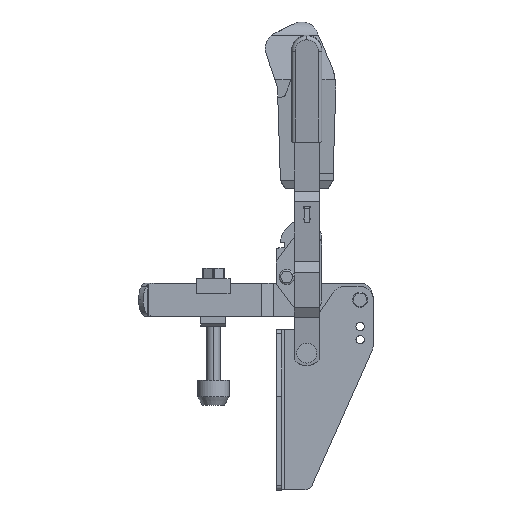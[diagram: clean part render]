
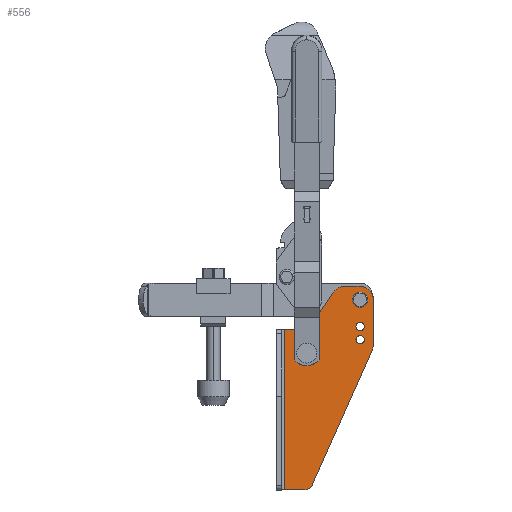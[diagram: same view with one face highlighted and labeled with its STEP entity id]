
A CAD part, top view. The second image highlights one B-rep face of the part: STEP entity #556.
In plain terms, the highlighted planar face has unit normal (0, 0, 1).
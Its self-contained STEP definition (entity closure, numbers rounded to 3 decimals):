
#556=ADVANCED_FACE('NONE',(#1562,#1563,#1564,#1565,#1566),#1567,.F.);
#1562=FACE_OUTER_BOUND('',#3097,.T.);
#1563=FACE_BOUND('',#3098,.T.);
#1564=FACE_BOUND('',#3099,.T.);
#1565=FACE_BOUND('',#3100,.T.);
#1566=FACE_BOUND('',#3101,.T.);
#1567=PLANE('',#3102);
#3097=EDGE_LOOP('',(#4696,#4697,#4698,#4699,#4700,#4701,#4702,#4703,#4704,#4705,#4706,#4707));
#3098=EDGE_LOOP('',(#4708,#4709));
#3099=EDGE_LOOP('',(#4710,#4711));
#3100=EDGE_LOOP('',(#4712,#4713));
#3101=EDGE_LOOP('',(#4714,#4715));
#3102=AXIS2_PLACEMENT_3D('',#4716,#4717,#4718);
#4696=ORIENTED_EDGE('',*,*,#9031,.F.);
#4697=ORIENTED_EDGE('',*,*,#9032,.T.);
#4698=ORIENTED_EDGE('',*,*,#9033,.T.);
#4699=ORIENTED_EDGE('',*,*,#9034,.T.);
#4700=ORIENTED_EDGE('',*,*,#9035,.T.);
#4701=ORIENTED_EDGE('',*,*,#9036,.T.);
#4702=ORIENTED_EDGE('',*,*,#9037,.T.);
#4703=ORIENTED_EDGE('',*,*,#9038,.F.);
#4704=ORIENTED_EDGE('',*,*,#9039,.T.);
#4705=ORIENTED_EDGE('',*,*,#9040,.F.);
#4706=ORIENTED_EDGE('',*,*,#9041,.T.);
#4707=ORIENTED_EDGE('',*,*,#9042,.T.);
#4708=ORIENTED_EDGE('',*,*,#9043,.F.);
#4709=ORIENTED_EDGE('',*,*,#8936,.F.);
#4710=ORIENTED_EDGE('',*,*,#9044,.F.);
#4711=ORIENTED_EDGE('',*,*,#8931,.F.);
#4712=ORIENTED_EDGE('',*,*,#9045,.F.);
#4713=ORIENTED_EDGE('',*,*,#8981,.F.);
#4714=ORIENTED_EDGE('',*,*,#9046,.T.);
#4715=ORIENTED_EDGE('',*,*,#9009,.T.);
#4716=CARTESIAN_POINT('',(-13.5,40.0,7.0));
#4717=DIRECTION('',(0.0,0.0,-1.0));
#4718=DIRECTION('',(0.0,-1.0,0.0));
#8931=EDGE_CURVE('NONE',#10662,#10664,#10665,.T.);
#8936=EDGE_CURVE('NONE',#10671,#10673,#10674,.T.);
#8981=EDGE_CURVE('NONE',#10750,#10752,#10753,.T.);
#9009=EDGE_CURVE('NONE',#10797,#10798,#10799,.T.);
#9031=EDGE_CURVE('NONE',#10833,#10834,#10835,.T.);
#9032=EDGE_CURVE('NONE',#10833,#10836,#10837,.T.);
#9033=EDGE_CURVE('NONE',#10836,#10838,#10839,.T.);
#9034=EDGE_CURVE('NONE',#10838,#10840,#10841,.T.);
#9035=EDGE_CURVE('NONE',#10840,#10842,#10843,.T.);
#9036=EDGE_CURVE('NONE',#10842,#10844,#10845,.T.);
#9037=EDGE_CURVE('NONE',#10844,#10846,#10847,.T.);
#9038=EDGE_CURVE('NONE',#10848,#10846,#10849,.T.);
#9039=EDGE_CURVE('NONE',#10848,#10850,#10851,.T.);
#9040=EDGE_CURVE('NONE',#10852,#10850,#10853,.T.);
#9041=EDGE_CURVE('NONE',#10852,#10854,#10855,.T.);
#9042=EDGE_CURVE('NONE',#10854,#10834,#10856,.T.);
#9043=EDGE_CURVE('NONE',#10673,#10671,#10857,.T.);
#9044=EDGE_CURVE('NONE',#10664,#10662,#10858,.T.);
#9045=EDGE_CURVE('NONE',#10752,#10750,#10859,.T.);
#9046=EDGE_CURVE('NONE',#10798,#10797,#10860,.T.);
#10662=VERTEX_POINT('NONE',#13206);
#10664=VERTEX_POINT('NONE',#13209);
#10665=CIRCLE('',#13210,2.5);
#10671=VERTEX_POINT('NONE',#13217);
#10673=VERTEX_POINT('NONE',#13220);
#10674=CIRCLE('',#13221,2.5);
#10750=VERTEX_POINT('NONE',#13314);
#10752=VERTEX_POINT('NONE',#13317);
#10753=CIRCLE('',#13318,3.0);
#10797=VERTEX_POINT('NONE',#13369);
#10798=VERTEX_POINT('NONE',#13370);
#10799=CIRCLE('',#13371,4.5);
#10833=VERTEX_POINT('NONE',#13414);
#10834=VERTEX_POINT('NONE',#13415);
#10835=CIRCLE('',#13416,12.0);
#10836=VERTEX_POINT('NONE',#13417);
#10837=LINE('',#13418,#13419);
#10838=VERTEX_POINT('NONE',#13420);
#10839=LINE('',#13421,#13422);
#10840=VERTEX_POINT('NONE',#13423);
#10841=LINE('',#13424,#13425);
#10842=VERTEX_POINT('NONE',#13426);
#10843=CIRCLE('',#13427,5.0);
#10844=VERTEX_POINT('NONE',#13428);
#10845=LINE('',#13429,#13430);
#10846=VERTEX_POINT('NONE',#13431);
#10847=CIRCLE('',#13432,15.0);
#10848=VERTEX_POINT('NONE',#13433);
#10849=LINE('',#13434,#13435);
#10850=VERTEX_POINT('NONE',#13436);
#10851=CIRCLE('',#13437,8.0);
#10852=VERTEX_POINT('NONE',#13438);
#10853=LINE('',#13439,#13440);
#10854=VERTEX_POINT('NONE',#13441);
#10855=CIRCLE('',#13442,8.0);
#10856=LINE('',#13443,#13444);
#10857=CIRCLE('',#13445,2.5);
#10858=CIRCLE('',#13446,2.5);
#10859=CIRCLE('',#13447,3.0);
#10860=CIRCLE('',#13448,4.5);
#13206=CARTESIAN_POINT('',(34.5,8.0,7.0));
#13209=CARTESIAN_POINT('',(29.5,8.0,7.0));
#13210=AXIS2_PLACEMENT_3D('',#17448,#17449,#17450);
#13217=CARTESIAN_POINT('',(34.5,16.0,7.0));
#13220=CARTESIAN_POINT('',(29.5,16.0,7.0));
#13221=AXIS2_PLACEMENT_3D('',#17456,#17457,#17458);
#13314=CARTESIAN_POINT('',(3.0,0.0,7.0));
#13317=CARTESIAN_POINT('',(-3.0,0.0,7.0));
#13318=AXIS2_PLACEMENT_3D('',#17528,#17529,#17530);
#13369=CARTESIAN_POINT('',(36.5,32.0,7.0));
#13370=CARTESIAN_POINT('',(27.5,32.0,7.0));
#13371=AXIS2_PLACEMENT_3D('',#17580,#17581,#17582);
#13414=CARTESIAN_POINT('',(-6.0,14.0,7.0));
#13415=CARTESIAN_POINT('',(3.861,19.161,7.0));
#13416=AXIS2_PLACEMENT_3D('',#17622,#17623,#17624);
#13417=CARTESIAN_POINT('',(-13.5,14.0,7.0));
#13418=CARTESIAN_POINT('',(-13.5,14.0,7.0));
#13419=VECTOR('',#17625,1000.0);
#13420=CARTESIAN_POINT('',(-13.5,-82.0,7.0));
#13421=CARTESIAN_POINT('',(-13.5,40.0,7.0));
#13422=VECTOR('',#17626,1000.0);
#13423=CARTESIAN_POINT('',(-1.247,-82.0,7.0));
#13424=CARTESIAN_POINT('',(-13.5,-82.0,7.0));
#13425=VECTOR('',#17627,1000.0);
#13426=CARTESIAN_POINT('',(3.321,-79.034,7.0));
#13427=AXIS2_PLACEMENT_3D('',#17628,#17629,#17630);
#13428=CARTESIAN_POINT('',(38.703,0.437,7.0));
#13429=CARTESIAN_POINT('',(44.768,14.058,7.0));
#13430=VECTOR('',#17631,1000.0);
#13431=CARTESIAN_POINT('',(40.0,6.538,7.0));
#13432=AXIS2_PLACEMENT_3D('',#17632,#17633,#17634);
#13433=CARTESIAN_POINT('',(40.0,32.0,7.0));
#13434=CARTESIAN_POINT('',(40.0,40.0,7.0));
#13435=VECTOR('',#17635,1000.0);
#13436=CARTESIAN_POINT('',(32.0,40.0,7.0));
#13437=AXIS2_PLACEMENT_3D('',#17636,#17637,#17638);
#13438=CARTESIAN_POINT('',(22.5,40.0,7.0));
#13439=CARTESIAN_POINT('',(-13.5,40.0,7.0));
#13440=VECTOR('',#17639,1000.0);
#13441=CARTESIAN_POINT('',(15.926,36.559,7.0));
#13442=AXIS2_PLACEMENT_3D('',#17640,#17641,#17642);
#13443=CARTESIAN_POINT('',(7.981,25.103,7.0));
#13444=VECTOR('',#17643,1000.0);
#13445=AXIS2_PLACEMENT_3D('',#17644,#17645,#17646);
#13446=AXIS2_PLACEMENT_3D('',#17647,#17648,#17649);
#13447=AXIS2_PLACEMENT_3D('',#17650,#17651,#17652);
#13448=AXIS2_PLACEMENT_3D('',#17653,#17654,#17655);
#17448=CARTESIAN_POINT('',(32.0,8.0,7.0));
#17449=DIRECTION('',(0.0,0.0,1.0));
#17450=DIRECTION('',(-1.0,0.0,0.0));
#17456=CARTESIAN_POINT('',(32.0,16.0,7.0));
#17457=DIRECTION('',(0.0,0.0,1.0));
#17458=DIRECTION('',(-1.0,0.0,0.0));
#17528=CARTESIAN_POINT('',(0.0,0.0,7.0));
#17529=DIRECTION('',(0.0,0.0,1.0));
#17530=DIRECTION('',(-1.0,0.0,0.0));
#17580=CARTESIAN_POINT('',(32.0,32.0,7.0));
#17581=DIRECTION('',(0.0,0.0,-1.0));
#17582=DIRECTION('',(-1.0,0.0,0.0));
#17622=CARTESIAN_POINT('',(-6.0,26.0,7.0));
#17623=DIRECTION('',(0.0,0.0,1.0));
#17624=DIRECTION('',(-1.0,0.0,0.0));
#17625=DIRECTION('',(-1.0,0.0,0.0));
#17626=DIRECTION('',(0.0,-1.0,0.0));
#17627=DIRECTION('',(1.0,0.0,0.0));
#17628=CARTESIAN_POINT('',(-1.247,-77.0,7.0));
#17629=DIRECTION('',(0.0,0.0,1.0));
#17630=DIRECTION('',(-1.0,0.0,0.0));
#17631=DIRECTION('',(0.407,0.914,0.0));
#17632=CARTESIAN_POINT('',(25.0,6.538,7.0));
#17633=DIRECTION('',(0.0,0.0,1.0));
#17634=DIRECTION('',(-1.0,0.0,0.0));
#17635=DIRECTION('',(0.0,-1.0,0.0));
#17636=CARTESIAN_POINT('',(32.0,32.0,7.0));
#17637=DIRECTION('',(0.0,0.0,1.0));
#17638=DIRECTION('',(-1.0,0.0,0.0));
#17639=DIRECTION('',(1.0,0.0,0.0));
#17640=CARTESIAN_POINT('',(22.5,32.0,7.0));
#17641=DIRECTION('',(0.0,0.0,1.0));
#17642=DIRECTION('',(-1.0,0.0,0.0));
#17643=DIRECTION('',(-0.57,-0.822,0.0));
#17644=CARTESIAN_POINT('',(32.0,16.0,7.0));
#17645=DIRECTION('',(0.0,0.0,1.0));
#17646=DIRECTION('',(-1.0,0.0,0.0));
#17647=CARTESIAN_POINT('',(32.0,8.0,7.0));
#17648=DIRECTION('',(0.0,0.0,1.0));
#17649=DIRECTION('',(-1.0,0.0,0.0));
#17650=CARTESIAN_POINT('',(0.0,0.0,7.0));
#17651=DIRECTION('',(0.0,0.0,1.0));
#17652=DIRECTION('',(-1.0,0.0,0.0));
#17653=CARTESIAN_POINT('',(32.0,32.0,7.0));
#17654=DIRECTION('',(0.0,0.0,-1.0));
#17655=DIRECTION('',(-1.0,0.0,0.0));
